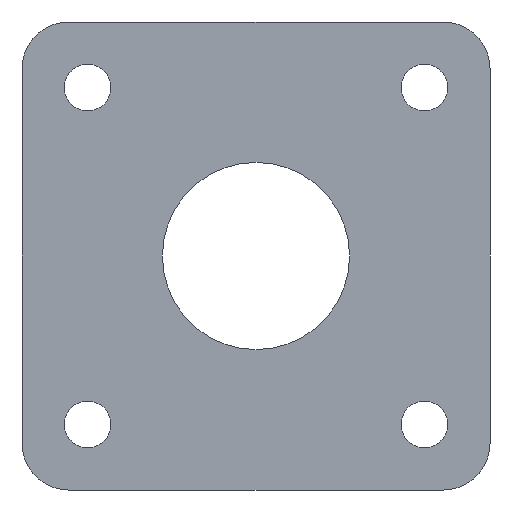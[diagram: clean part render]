
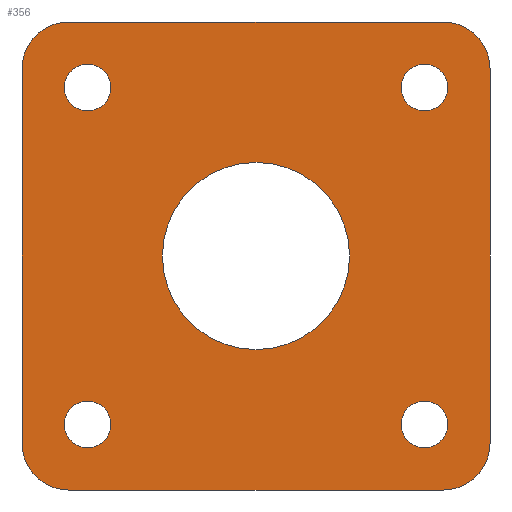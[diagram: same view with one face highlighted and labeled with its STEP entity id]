
A CAD part, left-side view. The second image highlights one B-rep face of the part: STEP entity #356.
In plain terms, the highlighted planar face has unit normal (-1, 0, 0).
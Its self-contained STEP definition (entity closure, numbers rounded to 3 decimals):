
#3=CARTESIAN_POINT('POINT2',(-12.7,52.07,45.72));
#4=VERTEX_POINT('VERTEX2',#3);
#11=CARTESIAN_POINT('POINT3',(-12.7,39.37,45.72));
#12=VERTEX_POINT('VERTEX3',#11);
#13=CARTESIAN_POINT('POS2',(-12.7,45.72,45.72));
#14=DIRECTION('DIR2',(1.,0.,0.));
#15=DIRECTION('DIR3',(0.,-1.,0.));
#16=AXIS2_PLACEMENT_3D('AXIS1',#13,#14,#15);
#17=CIRCLE('ELLIPSE1',#16,6.35);
#18=EDGE_CURVE('EDGE2',#12,#4,#17,.T.);
#44=CARTESIAN_POINT('POS6',(-12.7,45.72,45.72));
#45=DIRECTION('DIR9',(1.,0.,0.));
#46=DIRECTION('DIR10',(0.,-1.,0.));
#47=AXIS2_PLACEMENT_3D('AXIS4',#44,#45,#46);
#48=CIRCLE('ELLIPSE3',#47,6.35);
#49=EDGE_CURVE('EDGE5',#4,#12,#48,.T.);
#64=CARTESIAN_POINT('POINT6',(-12.7,39.37,-45.72));
#65=VERTEX_POINT('VERTEX6',#64);
#72=CARTESIAN_POINT('POINT7',(-12.7,52.07,-45.72));
#73=VERTEX_POINT('VERTEX7',#72);
#74=CARTESIAN_POINT('POS9',(-12.7,45.72,-45.72));
#75=DIRECTION('DIR14',(1.,0.,0.));
#76=DIRECTION('DIR15',(0.,-1.,0.));
#77=AXIS2_PLACEMENT_3D('AXIS6',#74,#75,#76);
#78=CIRCLE('ELLIPSE5',#77,6.35);
#79=EDGE_CURVE('EDGE8',#65,#73,#78,.F.);
#105=CARTESIAN_POINT('POS13',(-12.7,45.72,-45.72));
#106=DIRECTION('DIR21',(1.,0.,0.));
#107=DIRECTION('DIR22',(0.,-1.,0.));
#108=AXIS2_PLACEMENT_3D('AXIS9',#105,#106,#107);
#109=CIRCLE('ELLIPSE7',#108,6.35);
#110=EDGE_CURVE('EDGE11',#73,#65,#109,.F.);
#125=CARTESIAN_POINT('POINT10',(-12.7,-39.37,45.72));
#126=VERTEX_POINT('VERTEX10',#125);
#133=CARTESIAN_POINT('POINT11',(-12.7,-52.07,45.72));
#134=VERTEX_POINT('VERTEX11',#133);
#135=CARTESIAN_POINT('POS16',(-12.7,-45.72,45.72));
#136=DIRECTION('DIR26',(1.,0.,0.));
#137=DIRECTION('DIR27',(0.,1.,0.));
#138=AXIS2_PLACEMENT_3D('AXIS11',#135,#136,#137);
#139=CIRCLE('ELLIPSE9',#138,6.35);
#140=EDGE_CURVE('EDGE14',#126,#134,#139,.F.);
#166=CARTESIAN_POINT('POS20',(-12.7,-45.72,45.72));
#167=DIRECTION('DIR33',(1.,0.,0.));
#168=DIRECTION('DIR34',(0.,1.,0.));
#169=AXIS2_PLACEMENT_3D('AXIS14',#166,#167,#168);
#170=CIRCLE('ELLIPSE11',#169,6.35);
#171=EDGE_CURVE('EDGE17',#134,#126,#170,.F.);
#186=CARTESIAN_POINT('POINT14',(-12.7,-52.07,-45.72));
#187=VERTEX_POINT('VERTEX14',#186);
#194=CARTESIAN_POINT('POINT15',(-12.7,-39.37,-45.72));
#195=VERTEX_POINT('VERTEX15',#194);
#196=CARTESIAN_POINT('POS23',(-12.7,-45.72,-45.72));
#197=DIRECTION('DIR38',(1.,0.,0.));
#198=DIRECTION('DIR39',(0.,1.,0.));
#199=AXIS2_PLACEMENT_3D('AXIS16',#196,#197,#198);
#200=CIRCLE('ELLIPSE13',#199,6.35);
#201=EDGE_CURVE('EDGE20',#195,#187,#200,.T.);
#227=CARTESIAN_POINT('POS27',(-12.7,-45.72,-45.72));
#228=DIRECTION('DIR45',(1.,0.,0.));
#229=DIRECTION('DIR46',(0.,1.,0.));
#230=AXIS2_PLACEMENT_3D('AXIS19',#227,#228,#229);
#231=CIRCLE('ELLIPSE15',#230,6.35);
#232=EDGE_CURVE('EDGE23',#187,#195,#231,.T.);
#245=CARTESIAN_POINT('POINT17',(-12.7,25.4,0.));
#246=VERTEX_POINT('VERTEX17',#245);
#247=CARTESIAN_POINT('POINT18',(-12.7,-25.4,0.));
#248=VERTEX_POINT('VERTEX18',#247);
#249=CARTESIAN_POINT('POS29',(-12.7,0.,0.));
#250=DIRECTION('DIR49',(1.,0.,0.));
#251=DIRECTION('DIR50',(0.,-1.,0.));
#252=AXIS2_PLACEMENT_3D('AXIS21',#249,#250,#251);
#253=CIRCLE('ELLIPSE17',#252,25.4);
#254=EDGE_CURVE('EDGE25',#246,#248,#253,.F.);
#255=ORIENTED_EDGE('COEDGE33',*,*,#254,.F.);
#256=CARTESIAN_POINT('POS30',(-12.7,0.,0.));
#257=DIRECTION('DIR51',(1.,0.,0.));
#258=DIRECTION('DIR52',(0.,-1.,0.));
#259=AXIS2_PLACEMENT_3D('AXIS22',#256,#257,#258);
#260=CIRCLE('ELLIPSE18',#259,25.4);
#261=EDGE_CURVE('EDGE26',#248,#246,#260,.F.);
#262=ORIENTED_EDGE('COEDGE34',*,*,#261,.F.);
#263=EDGE_LOOP('NONE',(#255,#262));
#264=FACE_BOUND('LOOP1',#263,.T.);
#265=CARTESIAN_POINT('POINT19',(-12.7,63.5,-50.8));
#266=VERTEX_POINT('VERTEX19',#265);
#267=CARTESIAN_POINT('POINT20',(-12.7,63.5,50.8));
#268=VERTEX_POINT('VERTEX20',#267);
#269=CARTESIAN_POINT('POS31',(-12.7,63.5,-31.75));
#270=DIRECTION('DIR53',(0.,0.,1.));
#271=VECTOR('VEC9',#270,1.);
#272=LINE('STRAIGHT9',#269,#271);
#273=EDGE_CURVE('EDGE27',#266,#268,#272,.T.);
#274=ORIENTED_EDGE('COEDGE35',*,*,#273,.F.);
#275=CARTESIAN_POINT('POINT21',(-12.7,50.8,-63.5));
#276=VERTEX_POINT('VERTEX21',#275);
#277=CARTESIAN_POINT('POS32',(-12.7,50.8,-50.8));
#278=DIRECTION('DIR54',(1.,0.,0.));
#279=DIRECTION('DIR55',(0.,0.,-1.));
#280=AXIS2_PLACEMENT_3D('AXIS23',#277,#278,#279);
#281=CIRCLE('ELLIPSE19',#280,12.7);
#282=EDGE_CURVE('EDGE28',#266,#276,#281,.F.);
#283=ORIENTED_EDGE('COEDGE36',*,*,#282,.T.);
#284=CARTESIAN_POINT('POINT22',(-12.7,-50.8,-63.5));
#285=VERTEX_POINT('VERTEX22',#284);
#286=CARTESIAN_POINT('POS33',(-12.7,-31.75,-63.5));
#287=DIRECTION('DIR56',(0.,1.,0.));
#288=VECTOR('VEC10',#287,1.);
#289=LINE('STRAIGHT10',#286,#288);
#290=EDGE_CURVE('EDGE29',#285,#276,#289,.T.);
#291=ORIENTED_EDGE('COEDGE37',*,*,#290,.F.);
#292=CARTESIAN_POINT('POINT23',(-12.7,-63.5,-50.8));
#293=VERTEX_POINT('VERTEX23',#292);
#294=CARTESIAN_POINT('POS34',(-12.7,-50.8,-50.8));
#295=DIRECTION('DIR57',(1.,0.,0.));
#296=DIRECTION('DIR58',(0.,-1.,0.));
#297=AXIS2_PLACEMENT_3D('AXIS24',#294,#295,#296);
#298=CIRCLE('ELLIPSE20',#297,12.7);
#299=EDGE_CURVE('EDGE30',#285,#293,#298,.F.);
#300=ORIENTED_EDGE('COEDGE38',*,*,#299,.T.);
#301=CARTESIAN_POINT('POINT24',(-12.7,-63.5,50.8));
#302=VERTEX_POINT('VERTEX24',#301);
#303=CARTESIAN_POINT('POS35',(-12.7,-63.5,31.75));
#304=DIRECTION('DIR59',(0.,0.,-1.));
#305=VECTOR('VEC11',#304,1.);
#306=LINE('STRAIGHT11',#303,#305);
#307=EDGE_CURVE('EDGE31',#302,#293,#306,.T.);
#308=ORIENTED_EDGE('COEDGE39',*,*,#307,.F.);
#309=CARTESIAN_POINT('POINT25',(-12.7,-50.8,63.5));
#310=VERTEX_POINT('VERTEX25',#309);
#311=CARTESIAN_POINT('POS36',(-12.7,-50.8,50.8));
#312=DIRECTION('DIR60',(1.,0.,0.));
#313=DIRECTION('DIR61',(0.,0.,1.));
#314=AXIS2_PLACEMENT_3D('AXIS25',#311,#312,#313);
#315=CIRCLE('ELLIPSE21',#314,12.7);
#316=EDGE_CURVE('EDGE32',#302,#310,#315,.F.);
#317=ORIENTED_EDGE('COEDGE40',*,*,#316,.T.);
#318=CARTESIAN_POINT('POINT26',(-12.7,50.8,63.5));
#319=VERTEX_POINT('VERTEX26',#318);
#320=CARTESIAN_POINT('POS37',(-12.7,31.75,63.5));
#321=DIRECTION('DIR62',(0.,-1.,0.));
#322=VECTOR('VEC12',#321,1.);
#323=LINE('STRAIGHT12',#320,#322);
#324=EDGE_CURVE('EDGE33',#319,#310,#323,.T.);
#325=ORIENTED_EDGE('COEDGE41',*,*,#324,.F.);
#326=CARTESIAN_POINT('POS38',(-12.7,50.8,50.8));
#327=DIRECTION('DIR63',(1.,0.,0.));
#328=DIRECTION('DIR64',(0.,1.,0.));
#329=AXIS2_PLACEMENT_3D('AXIS26',#326,#327,#328);
#330=CIRCLE('ELLIPSE22',#329,12.7);
#331=EDGE_CURVE('EDGE34',#319,#268,#330,.F.);
#332=ORIENTED_EDGE('COEDGE42',*,*,#331,.T.);
#333=EDGE_LOOP('NONE',(#274,#283,#291,#300,#308,#317,#325,#332));
#334=FACE_BOUND('LOOP1',#333,.T.);
#335=ORIENTED_EDGE('COEDGE43',*,*,#232,.T.);
#336=ORIENTED_EDGE('COEDGE44',*,*,#201,.T.);
#337=EDGE_LOOP('NONE',(#335,#336));
#338=FACE_BOUND('LOOP1',#337,.T.);
#339=ORIENTED_EDGE('COEDGE45',*,*,#171,.F.);
#340=ORIENTED_EDGE('COEDGE46',*,*,#140,.F.);
#341=EDGE_LOOP('NONE',(#339,#340));
#342=FACE_BOUND('LOOP1',#341,.T.);
#343=ORIENTED_EDGE('COEDGE47',*,*,#110,.F.);
#344=ORIENTED_EDGE('COEDGE48',*,*,#79,.F.);
#345=EDGE_LOOP('NONE',(#343,#344));
#346=FACE_BOUND('LOOP1',#345,.T.);
#347=ORIENTED_EDGE('COEDGE49',*,*,#49,.T.);
#348=ORIENTED_EDGE('COEDGE50',*,*,#18,.T.);
#349=EDGE_LOOP('NONE',(#347,#348));
#350=FACE_BOUND('LOOP1',#349,.T.);
#351=CARTESIAN_POINT('POS39',(-12.7,0.,0.));
#352=DIRECTION('DIR65',(1.,0.,0.));
#353=DIRECTION('DIR66',(0.,1.,0.));
#354=AXIS2_PLACEMENT_3D('AXIS27',#351,#352,#353);
#355=PLANE('PLANE1',#354);
#356=ADVANCED_FACE('FACE9',(#264,#334,#338,#342,#346,#350),#355,.F.);
